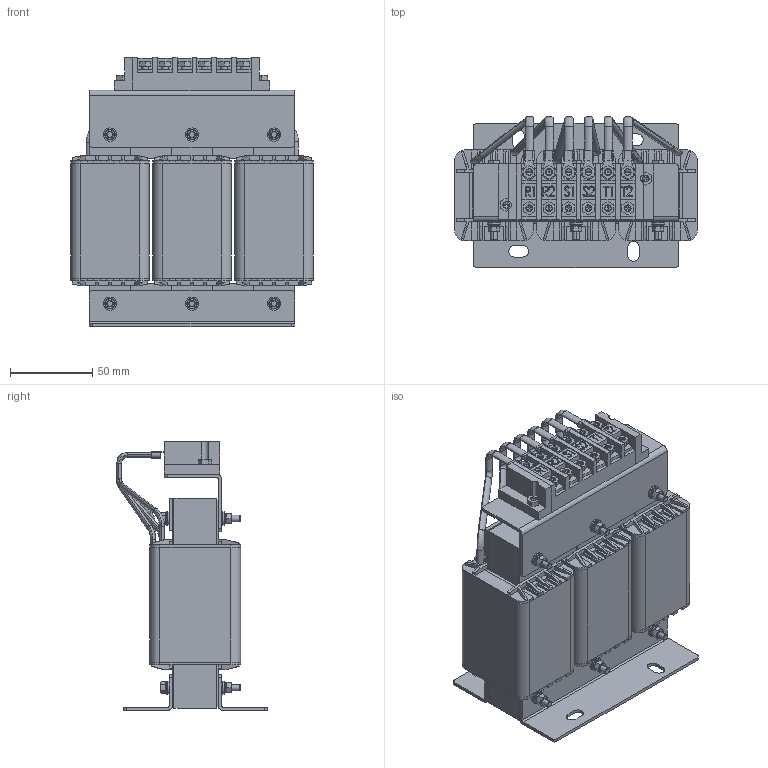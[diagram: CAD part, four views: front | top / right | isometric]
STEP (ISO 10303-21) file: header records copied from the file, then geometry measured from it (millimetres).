
FILE_DESCRIPTION (( 'STEP AP214' ), '1' );
FILE_NAME ('SKS-ACL-0030-AL／4-A0 (11kW) .STEP', '2023-12-05T07:35:18', ( 'Windows 用户' ), ( 'Microsoft' ), 'SwSTEP 2.0', 'SolidWorks 2017', '' );
FILE_SCHEMA (( 'AUTOMOTIVE_DESIGN' ));
Length unit declared in the file: millimetre
Products named in the file (1): SKS-ACL-0030-AL／4-A0 (11kW) 
Bounding box: 147.7 x 92.02 x 164 mm (x, y, z)
Volume: 861941.2 mm3; surface area: 338599.3 mm2
Topology: 140 solids, 140 shells, 2354 faces, 5884 edges, 3844 vertices
Faces by surface type: plane 1654, cylinder 414, cone 144, bspline 142
Entity records: 86640 total; most frequent: CARTESIAN_POINT 19827, ORIENTED_EDGE 11768, DIRECTION 10528, EDGE_CURVE 5884, VECTOR 4310, LINE 4310, VERTEX_POINT 3844, AXIS2_PLACEMENT_3D 3109
